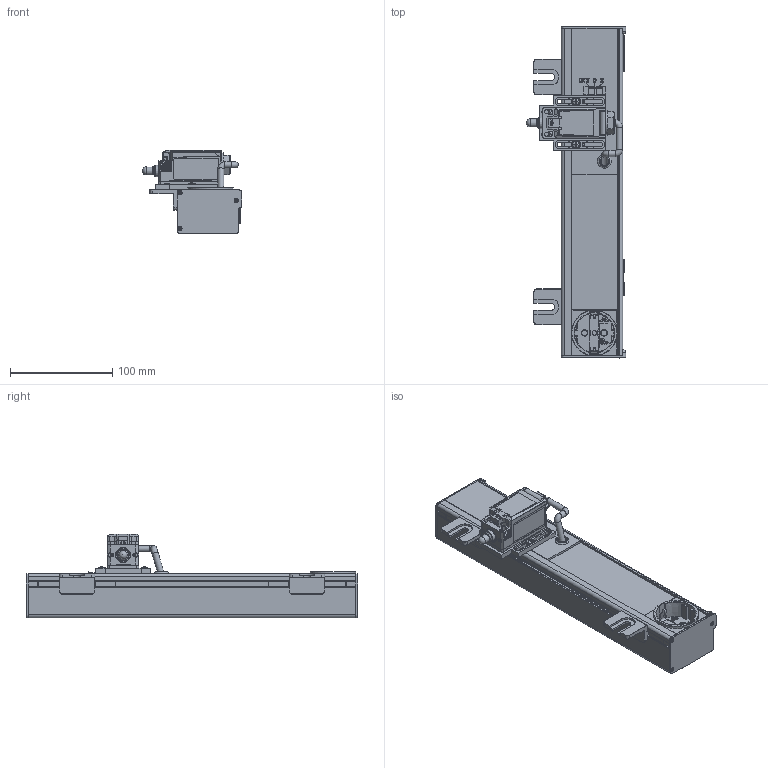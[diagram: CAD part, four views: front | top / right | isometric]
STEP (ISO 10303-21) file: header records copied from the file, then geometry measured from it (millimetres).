
FILE_DESCRIPTION(/* description */ (''),/* implementation_level */ '2;1');
FILE_NAME(/* name */ '109846_LED-A-325-SK-E-R-VX.stp',/* time_stamp */ '2024-05-11T14:11:21+02:00',/* author */ ('CAD'),/* organization */ (''),/* preprocessor_version */ 'ST-DEVELOPER v15.6',/* originating_system */ 'Autodesk Inventor 2015',/* authorisation */ '');
FILE_SCHEMA (('AUTOMOTIVE_DESIGN { 1 0 10303 214 3 1 1 }'));
Products named in the file (1): 109846_LED-A-325-SK-E-R-VX_Shrinkwrap_1
Bounding box: 97.45 x 325 x 81.7 mm (x, y, z)
Surface area: 187778.9 mm2 (no closed solid volume)
Topology: 0 solids, 149 shells, 1703 faces, 7241 edges, 5610 vertices
Faces by surface type: plane 1285, cylinder 313, cone 39, bspline 33, sphere 29, torus 4
Full cylindrical faces by diameter (mm): 2.797 x1, 2.8 x2, 3.95 x2, 5.3 x1, 5.5 x2, 6 x4, 8 x1, 15 x1, 24 x1
Entity records: 76810 total; most frequent: CARTESIAN_POINT 17584, DIRECTION 11240, ORIENTED_EDGE 11002, EDGE_CURVE 7182, LINE 5686, VECTOR 5686, VERTEX_POINT 5601, AXIS2_PLACEMENT_3D 2777
